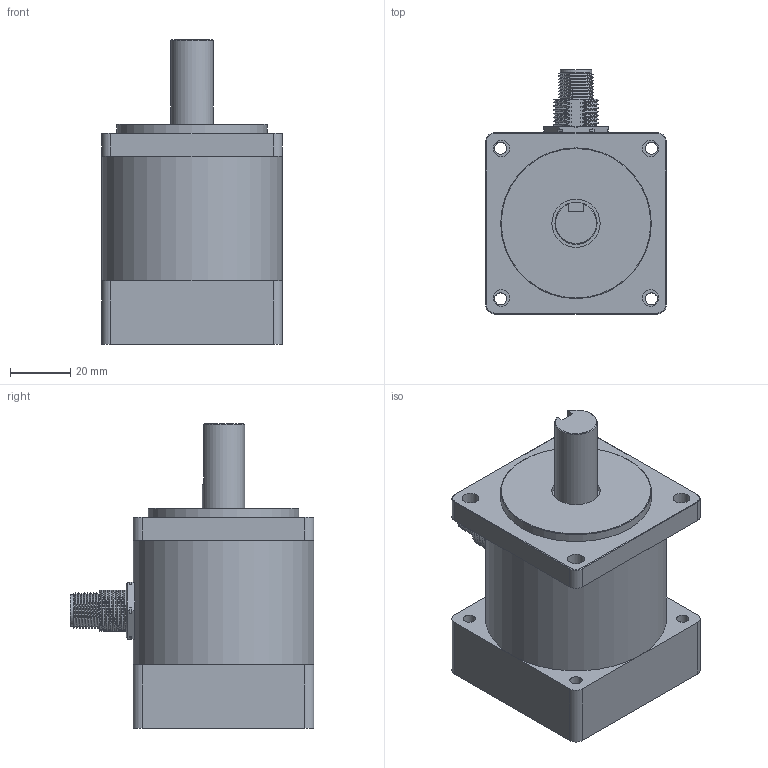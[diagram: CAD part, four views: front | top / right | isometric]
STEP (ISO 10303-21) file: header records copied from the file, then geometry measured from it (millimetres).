
FILE_DESCRIPTION(/* description */ (''),/* implementation_level */ '2;1');
FILE_NAME(/* name */ 'MBC024-24-XXX v3.step',/* time_stamp */ '2020-01-07T14:41:54-08:00',/* author */ (''),/* organization */ (''),/* preprocessor_version */ 'ST-DEVELOPER v18',/* originating_system */ 'Autodesk Translation Framework v8.12.0.6',/* authorisation */ '');
FILE_SCHEMA (('AUTOMOTIVE_DESIGN { 1 0 10303 214 3 1 1 }'));
Length unit declared in the file: millimetre
Products named in the file (3): MBC024-24-XXX; MBC034 - Brake v2; M12 connector
Assembly tree (2 placements, depth 2):
  MBC024-24-XXX
    MBC034 - Brake v2
    M12 connector
Bounding box: 60 x 80.9 x 101 mm (x, y, z)
Volume: 190269.3 mm3; surface area: 38926.5 mm2
Topology: 5 solids, 6 shells, 277 faces, 751 edges, 506 vertices
Faces by surface type: cylinder 122, plane 87, bspline 36, cone 30, torus 2
Full cylindrical faces by diameter (mm): 0.75 x5, 1 x5, 1.45 x5, 2.2 x1, 4 x4, 5.5 x5, 8.2 x1, 9.7 x1, 10.398 x1, 10.4 x8, 14 x2, 15.6 x2, 16 x1, 24 x1, 50 x2, 60 x1
Entity records: 19886 total; most frequent: CARTESIAN_POINT 12912, ORIENTED_EDGE 1492, DIRECTION 1313, EDGE_CURVE 746, VERTEX_POINT 506, AXIS2_PLACEMENT_3D 504, EDGE_LOOP 324, LINE 305
